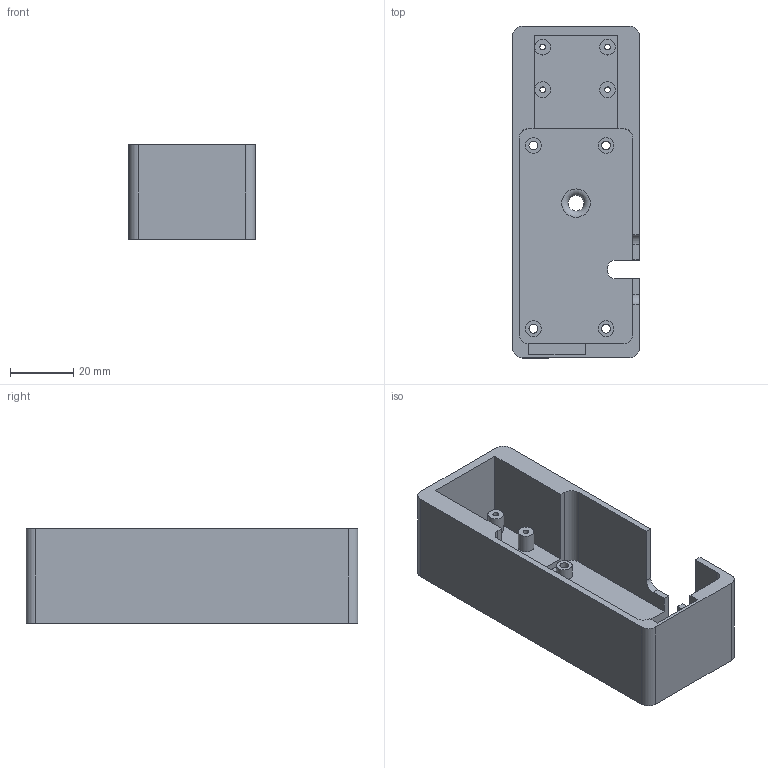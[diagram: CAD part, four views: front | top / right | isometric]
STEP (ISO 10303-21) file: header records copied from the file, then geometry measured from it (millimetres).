
FILE_DESCRIPTION(/* description */ (''),/* implementation_level */ '2;1');
FILE_NAME(/* name */ ' 4 jam Zero Camera Carrier v2 v7 v31.step',/* time_stamp */ '2023-06-17T11:06:35-07:00',/* author */ (''),/* organization */ (''),/* preprocessor_version */ 'ST-DEVELOPER v19.2',/* originating_system */ 'Autodesk Translation Framework v12.6.0.85',/* authorisation */ '');
FILE_SCHEMA (('AUTOMOTIVE_DESIGN { 1 0 10303 214 3 1 1 }'));
Length unit declared in the file: millimetre
Products named in the file (2): Zero Camera Carrier v2 v7; Zero Camera v2 Carrier
Assembly tree (1 placements, depth 2):
  Zero Camera Carrier v2 v7
    Zero Camera v2 Carrier
Bounding box: 40 x 105 x 30 mm (x, y, z)
Volume: 38236.8 mm3; surface area: 24171.7 mm2
Topology: 1 solids, 1 shells, 76 faces, 184 edges, 122 vertices
Faces by surface type: plane 42, cylinder 33, torus 1
Full cylindrical faces by diameter (mm): 1.8 x4, 2.8 x4, 5 x9, 6.35 x4
Entity records: 2336 total; most frequent: DIRECTION 410, CARTESIAN_POINT 385, ORIENTED_EDGE 368, EDGE_CURVE 184, AXIS2_PLACEMENT_3D 147, VERTEX_POINT 122, LINE 116, VECTOR 116
